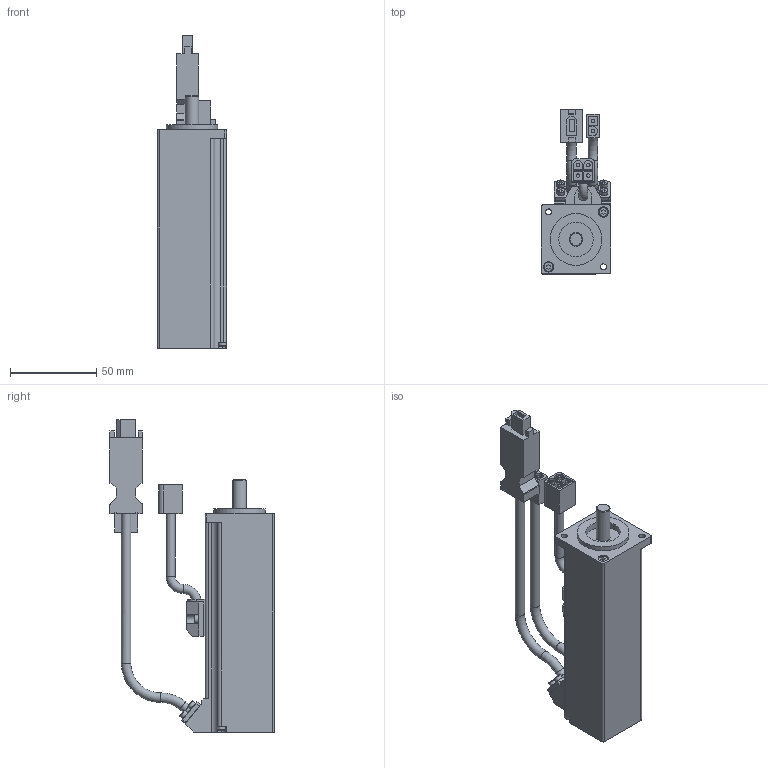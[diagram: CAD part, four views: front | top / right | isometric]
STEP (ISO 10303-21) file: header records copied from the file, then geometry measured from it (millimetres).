
FILE_DESCRIPTION(/* description */ ('STEP AP214'),/* implementation_level */ '2;1');
FILE_NAME(/* name */ '8097168_EMMB-AS-40-01-S30MB',/* time_stamp */ '2024-08-27T23:13:43+02:00',/* author */ ('License CC BY-ND 4.0'),/* organization */ ('CADENAS'),/* preprocessor_version */ 'ST-DEVELOPER v19.3',/* originating_system */ 'PARTsolutions',/* authorisation */ ' ');
FILE_SCHEMA (('AUTOMOTIVE_DESIGN {1 0 10303 214 3 1 1}'));
Length unit declared in the file: millimetre
Products named in the file (1): 8097168 EMMB-AS-40-01-S30MB---(high)
Bounding box: 40 x 95.11 x 181.1 mm (x, y, z)
Surface area: 38986.3 mm2 (no closed solid volume)
Topology: 0 solids, 1 shells, 323 faces, 807 edges, 532 vertices
Faces by surface type: plane 237, cylinder 69, torus 16, cone 1
Full cylindrical faces by diameter (mm): 2 x6, 3.5 x2, 4.5 x8, 5.2 x1, 5.5 x5, 5.52 x1, 6 x2, 6.5 x2, 8 x1, 20 x1, 30 x1
Entity records: 11507 total; most frequent: CARTESIAN_POINT 1635, DIRECTION 1542, ORIENTED_EDGE 1488, EDGE_CURVE 744, LINE 574, VECTOR 574, VERTEX_POINT 517, AXIS2_PLACEMENT_3D 484
